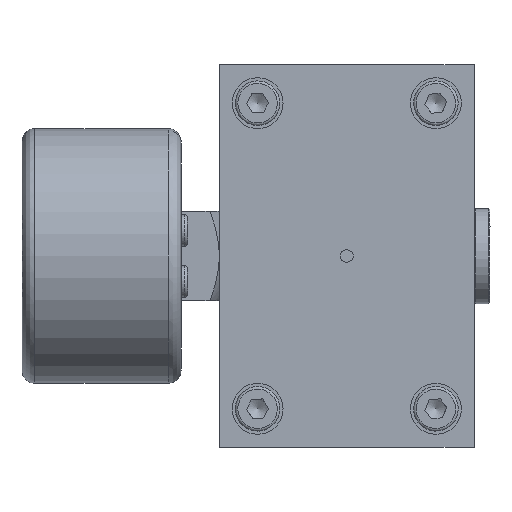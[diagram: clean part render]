
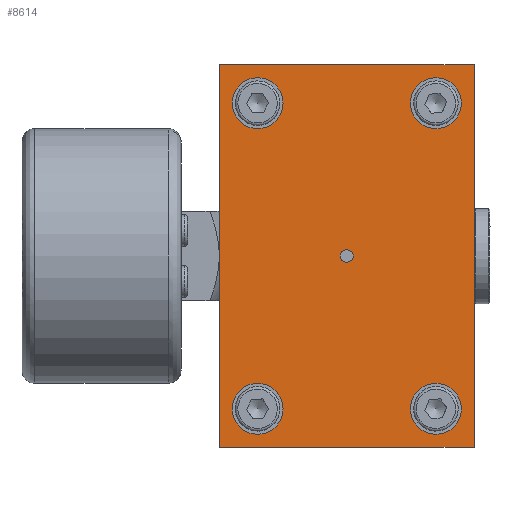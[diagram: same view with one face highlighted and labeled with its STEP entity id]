
A CAD part, front view. The second image highlights one B-rep face of the part: STEP entity #8614.
In plain terms, the highlighted planar face has unit normal (0, -1, 0).
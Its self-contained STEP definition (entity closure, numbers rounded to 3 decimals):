
#177=FACE_BOUND('',#2546,.T.);
#178=FACE_BOUND('',#2547,.T.);
#179=FACE_BOUND('',#2548,.T.);
#180=FACE_BOUND('',#2549,.T.);
#181=FACE_BOUND('',#2550,.T.);
#422=LINE('',#13703,#986);
#423=LINE('',#13705,#987);
#424=LINE('',#13707,#988);
#425=LINE('',#13708,#989);
#986=VECTOR('',#10297,60.);
#987=VECTOR('',#10298,40.);
#988=VECTOR('',#10299,60.);
#989=VECTOR('',#10300,40.);
#1991=FACE_OUTER_BOUND('',#2545,.T.);
#2545=EDGE_LOOP('',(#5938,#5939,#5940,#5941));
#2546=EDGE_LOOP('',(#5942));
#2547=EDGE_LOOP('',(#5943));
#2548=EDGE_LOOP('',(#5944));
#2549=EDGE_LOOP('',(#5945));
#2550=EDGE_LOOP('',(#5946));
#3103=CIRCLE('',#9210,4.);
#3104=CIRCLE('',#9211,4.);
#3105=CIRCLE('',#9212,4.);
#3106=CIRCLE('',#9213,4.);
#3107=CIRCLE('',#9214,1.);
#3479=VERTEX_POINT('',#13701);
#3480=VERTEX_POINT('',#13702);
#3481=VERTEX_POINT('',#13704);
#3482=VERTEX_POINT('',#13706);
#3483=VERTEX_POINT('',#13709);
#3484=VERTEX_POINT('',#13711);
#3485=VERTEX_POINT('',#13713);
#3486=VERTEX_POINT('',#13715);
#3487=VERTEX_POINT('',#13717);
#4436=EDGE_CURVE('',#3479,#3480,#422,.T.);
#4437=EDGE_CURVE('',#3480,#3481,#423,.T.);
#4438=EDGE_CURVE('',#3481,#3482,#424,.T.);
#4439=EDGE_CURVE('',#3482,#3479,#425,.T.);
#4440=EDGE_CURVE('',#3483,#3483,#3103,.T.);
#4441=EDGE_CURVE('',#3484,#3484,#3104,.T.);
#4442=EDGE_CURVE('',#3485,#3485,#3105,.T.);
#4443=EDGE_CURVE('',#3486,#3486,#3106,.T.);
#4444=EDGE_CURVE('',#3487,#3487,#3107,.T.);
#5938=ORIENTED_EDGE('',*,*,#4436,.T.);
#5939=ORIENTED_EDGE('',*,*,#4437,.T.);
#5940=ORIENTED_EDGE('',*,*,#4438,.T.);
#5941=ORIENTED_EDGE('',*,*,#4439,.T.);
#5942=ORIENTED_EDGE('',*,*,#4440,.F.);
#5943=ORIENTED_EDGE('',*,*,#4441,.F.);
#5944=ORIENTED_EDGE('',*,*,#4442,.F.);
#5945=ORIENTED_EDGE('',*,*,#4443,.F.);
#5946=ORIENTED_EDGE('',*,*,#4444,.F.);
#8213=PLANE('',#9209);
#8614=ADVANCED_FACE('',(#1991,#177,#178,#179,#180,#181),#8213,.T.);
#9209=AXIS2_PLACEMENT_3D('',#13700,#10295,#10296);
#9210=AXIS2_PLACEMENT_3D('',#13710,#10301,#10302);
#9211=AXIS2_PLACEMENT_3D('',#13712,#10303,#10304);
#9212=AXIS2_PLACEMENT_3D('',#13714,#10305,#10306);
#9213=AXIS2_PLACEMENT_3D('',#13716,#10307,#10308);
#9214=AXIS2_PLACEMENT_3D('',#13718,#10309,#10310);
#10295=DIRECTION('center_axis',(0.,-1.,0.));
#10296=DIRECTION('ref_axis',(0.,0.,-1.));
#10297=DIRECTION('',(0.,0.,-1.));
#10298=DIRECTION('',(1.,0.,0.));
#10299=DIRECTION('',(0.,0.,1.));
#10300=DIRECTION('',(-1.,0.,0.));
#10301=DIRECTION('center_axis',(0.,-1.,0.));
#10302=DIRECTION('ref_axis',(0.,0.,-1.));
#10303=DIRECTION('center_axis',(0.,-1.,0.));
#10304=DIRECTION('ref_axis',(0.,0.,-1.));
#10305=DIRECTION('center_axis',(0.,-1.,0.));
#10306=DIRECTION('ref_axis',(0.,0.,-1.));
#10307=DIRECTION('center_axis',(0.,-1.,0.));
#10308=DIRECTION('ref_axis',(0.,0.,-1.));
#10309=DIRECTION('center_axis',(0.,-1.,0.));
#10310=DIRECTION('ref_axis',(0.,0.,-1.));
#13700=CARTESIAN_POINT('Origin',(-75.64,-138.748,27.16));
#13701=CARTESIAN_POINT('',(-71.64,-138.748,21.16));
#13702=CARTESIAN_POINT('',(-71.64,-138.748,-38.84));
#13703=CARTESIAN_POINT('',(-71.64,-138.748,21.16));
#13704=CARTESIAN_POINT('',(-31.64,-138.748,-38.84));
#13705=CARTESIAN_POINT('',(-71.64,-138.748,-38.84));
#13706=CARTESIAN_POINT('',(-31.64,-138.748,21.16));
#13707=CARTESIAN_POINT('',(-31.64,-138.748,-38.84));
#13708=CARTESIAN_POINT('',(-31.64,-138.748,21.16));
#13709=CARTESIAN_POINT('',(-65.64,-138.748,19.16));
#13710=CARTESIAN_POINT('Origin',(-65.64,-138.748,15.16));
#13711=CARTESIAN_POINT('',(-65.64,-138.748,-28.84));
#13712=CARTESIAN_POINT('Origin',(-65.64,-138.748,-32.84));
#13713=CARTESIAN_POINT('',(-37.64,-138.748,-28.84));
#13714=CARTESIAN_POINT('Origin',(-37.64,-138.748,-32.84));
#13715=CARTESIAN_POINT('',(-37.64,-138.748,19.16));
#13716=CARTESIAN_POINT('Origin',(-37.64,-138.748,15.16));
#13717=CARTESIAN_POINT('',(-51.64,-138.748,-7.84));
#13718=CARTESIAN_POINT('Origin',(-51.64,-138.748,-8.84));
